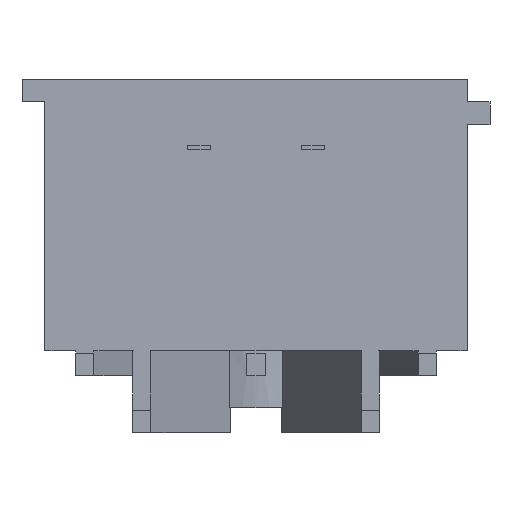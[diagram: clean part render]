
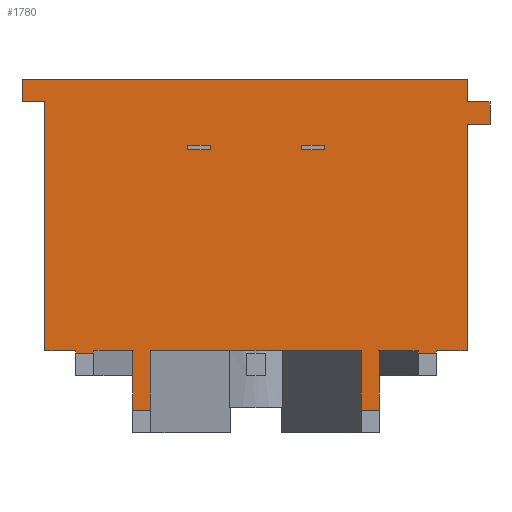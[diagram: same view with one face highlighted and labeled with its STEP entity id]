
A CAD part, front view. The second image highlights one B-rep face of the part: STEP entity #1780.
In plain terms, the highlighted planar face has unit normal (0, -1, 0).
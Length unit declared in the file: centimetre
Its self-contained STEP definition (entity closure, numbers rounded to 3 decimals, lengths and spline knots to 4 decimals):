
#862=CARTESIAN_POINT('',(0.54,0.,-1.19));
#863=VERTEX_POINT('',#862);
#870=CARTESIAN_POINT('',(0.54,0.,-1.45));
#871=VERTEX_POINT('',#870);
#872=CARTESIAN_POINT('',(0.54,0.,12343.81));
#873=DIRECTION('',(0.,0.,-1.));
#874=VECTOR('',#873,24690.);
#875=LINE('',#872,#874);
#876=EDGE_CURVE('',#863,#871,#875,.T.);
#910=CARTESIAN_POINT('',(0.71,0.,-1.2));
#911=VERTEX_POINT('',#910);
#918=CARTESIAN_POINT('',(0.71,0.,-1.19));
#919=VERTEX_POINT('',#918);
#920=CARTESIAN_POINT('',(0.71,0.,12343.81));
#921=DIRECTION('',(0.,0.,-1.));
#922=VECTOR('',#921,24690.);
#923=LINE('',#920,#922);
#924=EDGE_CURVE('',#919,#911,#923,.T.);
#981=CARTESIAN_POINT('',(0.79,0.,-1.19));
#982=VERTEX_POINT('',#981);
#989=CARTESIAN_POINT('',(0.79,0.,-1.2));
#990=VERTEX_POINT('',#989);
#991=CARTESIAN_POINT('',(0.79,0.,12343.81));
#992=DIRECTION('',(0.,0.,-1.));
#993=VECTOR('',#992,24690.);
#994=LINE('',#991,#993);
#995=EDGE_CURVE('',#982,#990,#994,.T.);
#1014=CARTESIAN_POINT('',(-12346.025,-0.,-1.19));
#1015=DIRECTION('',(1.,0.,-0.));
#1016=VECTOR('',#1015,24690.);
#1017=LINE('',#1014,#1016);
#1018=EDGE_CURVE('',#863,#919,#1017,.T.);
#1040=CARTESIAN_POINT('',(-0.79,0.,-1.19));
#1041=VERTEX_POINT('',#1040);
#1048=CARTESIAN_POINT('',(-0.925,-0.,-1.19));
#1049=VERTEX_POINT('',#1048);
#1050=CARTESIAN_POINT('',(-12346.025,-0.,-1.19));
#1051=DIRECTION('',(1.,0.,-0.));
#1052=VECTOR('',#1051,24690.);
#1053=LINE('',#1050,#1052);
#1054=EDGE_CURVE('',#1049,#1041,#1053,.T.);
#1073=CARTESIAN_POINT('',(0.925,-0.,-1.19));
#1074=VERTEX_POINT('',#1073);
#1081=CARTESIAN_POINT('',(-12346.025,-0.,-1.19));
#1082=DIRECTION('',(1.,0.,-0.));
#1083=VECTOR('',#1082,24690.);
#1084=LINE('',#1081,#1083);
#1085=EDGE_CURVE('',#982,#1074,#1084,.T.);
#1108=CARTESIAN_POINT('',(-0.54,0.,-1.19));
#1109=VERTEX_POINT('',#1108);
#1116=CARTESIAN_POINT('',(-0.71,0.,-1.19));
#1117=VERTEX_POINT('',#1116);
#1118=CARTESIAN_POINT('',(-12346.025,-0.,-1.19));
#1119=DIRECTION('',(1.,0.,-0.));
#1120=VECTOR('',#1119,24690.);
#1121=LINE('',#1118,#1120);
#1122=EDGE_CURVE('',#1117,#1109,#1121,.T.);
#1140=CARTESIAN_POINT('',(-0.46,0.,-1.19));
#1141=VERTEX_POINT('',#1140);
#1148=CARTESIAN_POINT('',(-0.46,0.,-1.45));
#1149=VERTEX_POINT('',#1148);
#1150=CARTESIAN_POINT('',(-0.46,0.,12343.81));
#1151=DIRECTION('',(0.,0.,-1.));
#1152=VECTOR('',#1151,24690.);
#1153=LINE('',#1150,#1152);
#1154=EDGE_CURVE('',#1141,#1149,#1153,.T.);
#1221=CARTESIAN_POINT('',(-0.54,0.,-1.45));
#1222=VERTEX_POINT('',#1221);
#1229=CARTESIAN_POINT('',(-0.54,0.,12343.81));
#1230=DIRECTION('',(0.,0.,-1.));
#1231=VECTOR('',#1230,24690.);
#1232=LINE('',#1229,#1231);
#1233=EDGE_CURVE('',#1109,#1222,#1232,.T.);
#1260=CARTESIAN_POINT('',(0.46,0.,-1.45));
#1261=VERTEX_POINT('',#1260);
#1268=CARTESIAN_POINT('',(0.46,0.,-1.19));
#1269=VERTEX_POINT('',#1268);
#1270=CARTESIAN_POINT('',(0.46,0.,12343.81));
#1271=DIRECTION('',(0.,0.,-1.));
#1272=VECTOR('',#1271,24690.);
#1273=LINE('',#1270,#1272);
#1274=EDGE_CURVE('',#1269,#1261,#1273,.T.);
#1293=CARTESIAN_POINT('',(-12346.025,-0.,-1.19));
#1294=DIRECTION('',(1.,0.,-0.));
#1295=VECTOR('',#1294,24690.);
#1296=LINE('',#1293,#1295);
#1297=EDGE_CURVE('',#1141,#1269,#1296,.T.);
#1318=CARTESIAN_POINT('',(-0.71,0.,-1.2));
#1319=VERTEX_POINT('',#1318);
#1320=CARTESIAN_POINT('',(-0.71,0.,12343.81));
#1321=DIRECTION('',(0.,0.,-1.));
#1322=VECTOR('',#1321,24690.);
#1323=LINE('',#1320,#1322);
#1324=EDGE_CURVE('',#1117,#1319,#1323,.T.);
#1364=CARTESIAN_POINT('',(-0.79,0.,-1.2));
#1365=VERTEX_POINT('',#1364);
#1372=CARTESIAN_POINT('',(-0.79,0.,12343.81));
#1373=DIRECTION('',(0.,0.,-1.));
#1374=VECTOR('',#1373,24690.);
#1375=LINE('',#1372,#1374);
#1376=EDGE_CURVE('',#1041,#1365,#1375,.T.);
#1397=CARTESIAN_POINT('',(0.2,0.,-0.31));
#1398=VERTEX_POINT('',#1397);
#1405=CARTESIAN_POINT('',(0.3,0.,-0.31));
#1406=VERTEX_POINT('',#1405);
#1407=CARTESIAN_POINT('',(12345.125,0.,-0.31));
#1408=DIRECTION('',(-1.,0.,0.));
#1409=VECTOR('',#1408,24690.);
#1410=LINE('',#1407,#1409);
#1411=EDGE_CURVE('',#1406,#1398,#1410,.T.);
#1435=CARTESIAN_POINT('',(0.2,0.,-0.29));
#1436=VERTEX_POINT('',#1435);
#1443=CARTESIAN_POINT('',(0.2,0.,-12345.15));
#1444=DIRECTION('',(0.,0.,1.));
#1445=VECTOR('',#1444,24690.);
#1446=LINE('',#1443,#1445);
#1447=EDGE_CURVE('',#1398,#1436,#1446,.T.);
#1466=CARTESIAN_POINT('',(0.3,0.,-0.29));
#1467=VERTEX_POINT('',#1466);
#1474=CARTESIAN_POINT('',(-12344.875,0.,-0.29));
#1475=DIRECTION('',(1.,0.,-0.));
#1476=VECTOR('',#1475,24690.);
#1477=LINE('',#1474,#1476);
#1478=EDGE_CURVE('',#1436,#1467,#1477,.T.);
#1496=CARTESIAN_POINT('',(0.3,0.,12344.85));
#1497=DIRECTION('',(-0.,-0.,-1.));
#1498=VECTOR('',#1497,24690.);
#1499=LINE('',#1496,#1498);
#1500=EDGE_CURVE('',#1467,#1406,#1499,.T.);
#1533=CARTESIAN_POINT('',(-0.2,0.,-0.29));
#1534=VERTEX_POINT('',#1533);
#1541=CARTESIAN_POINT('',(-0.3,0.,-0.29));
#1542=VERTEX_POINT('',#1541);
#1543=CARTESIAN_POINT('',(-12345.125,0.,-0.29));
#1544=DIRECTION('',(1.,0.,-0.));
#1545=VECTOR('',#1544,24690.);
#1546=LINE('',#1543,#1545);
#1547=EDGE_CURVE('',#1542,#1534,#1546,.T.);
#1571=CARTESIAN_POINT('',(-0.2,0.,-0.31));
#1572=VERTEX_POINT('',#1571);
#1579=CARTESIAN_POINT('',(-0.2,0.,12344.85));
#1580=DIRECTION('',(0.,0.,-1.));
#1581=VECTOR('',#1580,24690.);
#1582=LINE('',#1579,#1581);
#1583=EDGE_CURVE('',#1534,#1572,#1582,.T.);
#1602=CARTESIAN_POINT('',(-0.3,0.,-0.31));
#1603=VERTEX_POINT('',#1602);
#1610=CARTESIAN_POINT('',(12344.875,0.,-0.31));
#1611=DIRECTION('',(-1.,0.,0.));
#1612=VECTOR('',#1611,24690.);
#1613=LINE('',#1610,#1612);
#1614=EDGE_CURVE('',#1572,#1603,#1613,.T.);
#1632=CARTESIAN_POINT('',(-0.3,0.,-12345.15));
#1633=DIRECTION('',(0.,0.,1.));
#1634=VECTOR('',#1633,24690.);
#1635=LINE('',#1632,#1634);
#1636=EDGE_CURVE('',#1603,#1542,#1635,.T.);
#1654=CARTESIAN_POINT('',(0.,-0.,0.));
#1655=DIRECTION('',(0.,-1.,0.));
#1656=DIRECTION('',(-1.,0.,0.));
#1657=AXIS2_PLACEMENT_3D('',#1654,#1655,#1656);
#1658=PLANE('',#1657);
#1659=CARTESIAN_POINT('',(0.925,-0.,-0.2));
#1660=VERTEX_POINT('',#1659);
#1661=CARTESIAN_POINT('',(0.925,-0.,-12345.3475));
#1662=DIRECTION('',(0.,0.,1.));
#1663=VECTOR('',#1662,24690.);
#1664=LINE('',#1661,#1663);
#1665=EDGE_CURVE('',#1074,#1660,#1664,.T.);
#1666=ORIENTED_EDGE('',*,*,#1665,.T.);
#1667=CARTESIAN_POINT('',(1.025,-0.,-0.2));
#1668=VERTEX_POINT('',#1667);
#1669=CARTESIAN_POINT('',(-12344.5125,-0.,-0.2));
#1670=DIRECTION('',(1.,0.,-0.));
#1671=VECTOR('',#1670,24690.);
#1672=LINE('',#1669,#1671);
#1673=EDGE_CURVE('',#1660,#1668,#1672,.T.);
#1674=ORIENTED_EDGE('',*,*,#1673,.T.);
#1675=CARTESIAN_POINT('',(1.025,-0.,-0.1));
#1676=VERTEX_POINT('',#1675);
#1677=CARTESIAN_POINT('',(1.025,-0.,12345.));
#1678=DIRECTION('',(0.,0.,-1.));
#1679=VECTOR('',#1678,24690.);
#1680=LINE('',#1677,#1679);
#1681=EDGE_CURVE('',#1676,#1668,#1680,.T.);
#1682=ORIENTED_EDGE('',*,*,#1681,.F.);
#1683=CARTESIAN_POINT('',(0.925,-0.,-0.1));
#1684=VERTEX_POINT('',#1683);
#1685=CARTESIAN_POINT('',(12345.4875,-0.,-0.1));
#1686=DIRECTION('',(-1.,0.,-0.));
#1687=VECTOR('',#1686,24690.);
#1688=LINE('',#1685,#1687);
#1689=EDGE_CURVE('',#1676,#1684,#1688,.T.);
#1690=ORIENTED_EDGE('',*,*,#1689,.T.);
#1691=CARTESIAN_POINT('',(0.925,-0.,0.));
#1692=VERTEX_POINT('',#1691);
#1693=CARTESIAN_POINT('',(0.925,-0.,-12345.025));
#1694=DIRECTION('',(0.,0.,1.));
#1695=VECTOR('',#1694,24690.);
#1696=LINE('',#1693,#1695);
#1697=EDGE_CURVE('',#1684,#1692,#1696,.T.);
#1698=ORIENTED_EDGE('',*,*,#1697,.T.);
#1699=CARTESIAN_POINT('',(-1.025,-0.,0.));
#1700=VERTEX_POINT('',#1699);
#1701=CARTESIAN_POINT('',(-12346.025,-0.,0.));
#1702=DIRECTION('',(1.,0.,-0.));
#1703=VECTOR('',#1702,24690.);
#1704=LINE('',#1701,#1703);
#1705=EDGE_CURVE('',#1700,#1692,#1704,.T.);
#1706=ORIENTED_EDGE('',*,*,#1705,.F.);
#1707=CARTESIAN_POINT('',(-1.025,-0.,-0.1));
#1708=VERTEX_POINT('',#1707);
#1709=CARTESIAN_POINT('',(-1.025,-0.,12345.));
#1710=DIRECTION('',(0.,0.,-1.));
#1711=VECTOR('',#1710,24690.);
#1712=LINE('',#1709,#1711);
#1713=EDGE_CURVE('',#1700,#1708,#1712,.T.);
#1714=ORIENTED_EDGE('',*,*,#1713,.T.);
#1715=CARTESIAN_POINT('',(-0.925,-0.,-0.1));
#1716=VERTEX_POINT('',#1715);
#1717=CARTESIAN_POINT('',(-12345.4875,-0.,-0.1));
#1718=DIRECTION('',(1.,0.,-0.));
#1719=VECTOR('',#1718,24690.);
#1720=LINE('',#1717,#1719);
#1721=EDGE_CURVE('',#1708,#1716,#1720,.T.);
#1722=ORIENTED_EDGE('',*,*,#1721,.T.);
#1723=CARTESIAN_POINT('',(-0.925,-0.,12344.6775));
#1724=DIRECTION('',(-0.,-0.,-1.));
#1725=VECTOR('',#1724,24690.);
#1726=LINE('',#1723,#1725);
#1727=EDGE_CURVE('',#1716,#1049,#1726,.T.);
#1728=ORIENTED_EDGE('',*,*,#1727,.T.);
#1729=ORIENTED_EDGE('',*,*,#1054,.T.);
#1730=ORIENTED_EDGE('',*,*,#1376,.T.);
#1731=CARTESIAN_POINT('',(-12345.79,0.,-1.2));
#1732=DIRECTION('',(1.,0.,-0.));
#1733=VECTOR('',#1732,24690.);
#1734=LINE('',#1731,#1733);
#1735=EDGE_CURVE('',#1365,#1319,#1734,.T.);
#1736=ORIENTED_EDGE('',*,*,#1735,.T.);
#1737=ORIENTED_EDGE('',*,*,#1324,.F.);
#1738=ORIENTED_EDGE('',*,*,#1122,.T.);
#1739=ORIENTED_EDGE('',*,*,#1233,.T.);
#1740=CARTESIAN_POINT('',(-12345.54,0.,-1.45));
#1741=DIRECTION('',(1.,0.,-0.));
#1742=VECTOR('',#1741,24690.);
#1743=LINE('',#1740,#1742);
#1744=EDGE_CURVE('',#1222,#1149,#1743,.T.);
#1745=ORIENTED_EDGE('',*,*,#1744,.T.);
#1746=ORIENTED_EDGE('',*,*,#1154,.F.);
#1747=ORIENTED_EDGE('',*,*,#1297,.T.);
#1748=ORIENTED_EDGE('',*,*,#1274,.T.);
#1749=CARTESIAN_POINT('',(-12344.54,0.,-1.45));
#1750=DIRECTION('',(1.,0.,-0.));
#1751=VECTOR('',#1750,24690.);
#1752=LINE('',#1749,#1751);
#1753=EDGE_CURVE('',#1261,#871,#1752,.T.);
#1754=ORIENTED_EDGE('',*,*,#1753,.T.);
#1755=ORIENTED_EDGE('',*,*,#876,.F.);
#1756=ORIENTED_EDGE('',*,*,#1018,.T.);
#1757=ORIENTED_EDGE('',*,*,#924,.T.);
#1758=CARTESIAN_POINT('',(-12344.29,0.,-1.2));
#1759=DIRECTION('',(1.,0.,-0.));
#1760=VECTOR('',#1759,24690.);
#1761=LINE('',#1758,#1760);
#1762=EDGE_CURVE('',#911,#990,#1761,.T.);
#1763=ORIENTED_EDGE('',*,*,#1762,.T.);
#1764=ORIENTED_EDGE('',*,*,#995,.F.);
#1765=ORIENTED_EDGE('',*,*,#1085,.T.);
#1766=EDGE_LOOP('',(#1666,#1674,#1682,#1690,#1698,#1706,#1714,#1722,#1728,#1729,#1730,#1736,#1737,#1738,#1739,#1745,#1746,#1747,#1748,#1754,#1755,#1756,#1757,#1763,#1764,#1765));
#1767=FACE_BOUND('',#1766,.T.);
#1768=ORIENTED_EDGE('',*,*,#1547,.T.);
#1769=ORIENTED_EDGE('',*,*,#1583,.T.);
#1770=ORIENTED_EDGE('',*,*,#1614,.T.);
#1771=ORIENTED_EDGE('',*,*,#1636,.T.);
#1772=EDGE_LOOP('',(#1768,#1769,#1770,#1771));
#1773=FACE_BOUND('',#1772,.T.);
#1774=ORIENTED_EDGE('',*,*,#1411,.T.);
#1775=ORIENTED_EDGE('',*,*,#1447,.T.);
#1776=ORIENTED_EDGE('',*,*,#1478,.T.);
#1777=ORIENTED_EDGE('',*,*,#1500,.T.);
#1778=EDGE_LOOP('',(#1774,#1775,#1776,#1777));
#1779=FACE_BOUND('',#1778,.T.);
#1780=ADVANCED_FACE('',(#1767,#1773,#1779),#1658,.T.);
